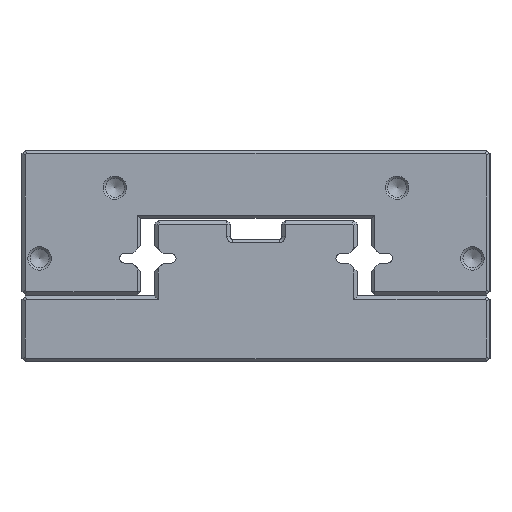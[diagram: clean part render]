
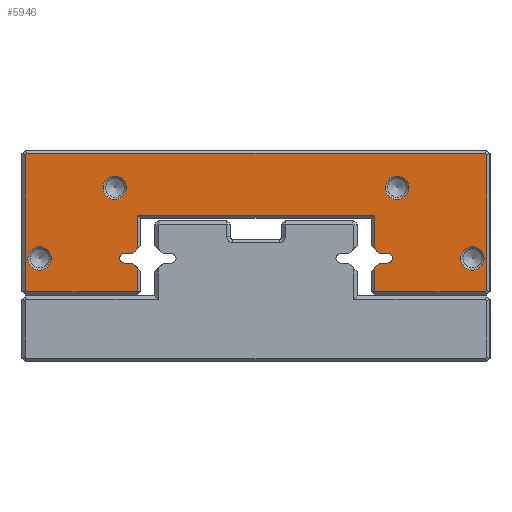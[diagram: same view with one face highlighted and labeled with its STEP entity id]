
A CAD part, left-side view. The second image highlights one B-rep face of the part: STEP entity #5946.
In plain terms, the highlighted planar face has unit normal (-1, 0, 0).
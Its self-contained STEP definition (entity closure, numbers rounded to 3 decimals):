
#5047=FACE_BOUND('',#9073,.T.);
#5048=FACE_BOUND('',#9074,.T.);
#5049=FACE_BOUND('',#9075,.T.);
#5050=FACE_BOUND('',#9076,.T.);
#5051=FACE_BOUND('',#9077,.T.);
#5517=CIRCLE('',#24651,1.);
#5532=CIRCLE('',#24674,1.);
#5538=CIRCLE('',#24686,2.5);
#5539=CIRCLE('',#24687,2.5);
#5540=CIRCLE('',#24688,2.5);
#5541=CIRCLE('',#24689,2.5);
#5946=ADVANCED_FACE('',(#5047,#5048,#5049,#5050,#5051),#7054,.T.);
#7054=PLANE('',#24690);
#9073=EDGE_LOOP('',(#11804,#11805,#11806,#11807,#11808,#11809,#11810,#11811,
#11812,#11813,#11814,#11815,#11816,#11817,#11818,#11819,#11820,#11821,#11822,
#11823,#11824,#11825,#11826,#11827));
#9074=EDGE_LOOP('',(#11828));
#9075=EDGE_LOOP('',(#11829));
#9076=EDGE_LOOP('',(#11830));
#9077=EDGE_LOOP('',(#11831));
#11804=ORIENTED_EDGE('',*,*,#18490,.F.);
#11805=ORIENTED_EDGE('',*,*,#18531,.T.);
#11806=ORIENTED_EDGE('',*,*,#18532,.T.);
#11807=ORIENTED_EDGE('',*,*,#18533,.T.);
#11808=ORIENTED_EDGE('',*,*,#18443,.F.);
#11809=ORIENTED_EDGE('',*,*,#18437,.F.);
#11810=ORIENTED_EDGE('',*,*,#18434,.F.);
#11811=ORIENTED_EDGE('',*,*,#18431,.F.);
#11812=ORIENTED_EDGE('',*,*,#18429,.F.);
#11813=ORIENTED_EDGE('',*,*,#18534,.T.);
#11814=ORIENTED_EDGE('',*,*,#18535,.T.);
#11815=ORIENTED_EDGE('',*,*,#18536,.T.);
#11816=ORIENTED_EDGE('',*,*,#18537,.T.);
#11817=ORIENTED_EDGE('',*,*,#18538,.T.);
#11818=ORIENTED_EDGE('',*,*,#18539,.T.);
#11819=ORIENTED_EDGE('',*,*,#18540,.T.);
#11820=ORIENTED_EDGE('',*,*,#18541,.T.);
#11821=ORIENTED_EDGE('',*,*,#18542,.T.);
#11822=ORIENTED_EDGE('',*,*,#18543,.T.);
#11823=ORIENTED_EDGE('',*,*,#18544,.T.);
#11824=ORIENTED_EDGE('',*,*,#18504,.F.);
#11825=ORIENTED_EDGE('',*,*,#18498,.F.);
#11826=ORIENTED_EDGE('',*,*,#18495,.F.);
#11827=ORIENTED_EDGE('',*,*,#18492,.F.);
#11828=ORIENTED_EDGE('',*,*,#18545,.T.);
#11829=ORIENTED_EDGE('',*,*,#18546,.T.);
#11830=ORIENTED_EDGE('',*,*,#18547,.T.);
#11831=ORIENTED_EDGE('',*,*,#18548,.T.);
#16411=VERTEX_POINT('',#32811);
#16412=VERTEX_POINT('',#32813);
#16413=VERTEX_POINT('',#32817);
#16415=VERTEX_POINT('',#32823);
#16417=VERTEX_POINT('',#32829);
#16422=VERTEX_POINT('',#32841);
#16454=VERTEX_POINT('',#32923);
#16455=VERTEX_POINT('',#32925);
#16456=VERTEX_POINT('',#32929);
#16458=VERTEX_POINT('',#32935);
#16460=VERTEX_POINT('',#32941);
#16465=VERTEX_POINT('',#32953);
#16488=VERTEX_POINT('',#33007);
#16489=VERTEX_POINT('',#33009);
#16490=VERTEX_POINT('',#33012);
#16491=VERTEX_POINT('',#33014);
#16492=VERTEX_POINT('',#33016);
#16493=VERTEX_POINT('',#33018);
#16494=VERTEX_POINT('',#33020);
#16495=VERTEX_POINT('',#33022);
#16496=VERTEX_POINT('',#33024);
#16497=VERTEX_POINT('',#33026);
#16498=VERTEX_POINT('',#33028);
#16499=VERTEX_POINT('',#33030);
#16500=VERTEX_POINT('',#33033);
#16501=VERTEX_POINT('',#33035);
#16502=VERTEX_POINT('',#33037);
#16503=VERTEX_POINT('',#33039);
#18429=EDGE_CURVE('',#16411,#16412,#20839,.T.);
#18431=EDGE_CURVE('',#16412,#16413,#20841,.T.);
#18434=EDGE_CURVE('',#16413,#16415,#5517,.T.);
#18437=EDGE_CURVE('',#16415,#16417,#20845,.T.);
#18443=EDGE_CURVE('',#16417,#16422,#20851,.T.);
#18490=EDGE_CURVE('',#16454,#16455,#20885,.T.);
#18492=EDGE_CURVE('',#16455,#16456,#20887,.T.);
#18495=EDGE_CURVE('',#16456,#16458,#5532,.T.);
#18498=EDGE_CURVE('',#16458,#16460,#20891,.T.);
#18504=EDGE_CURVE('',#16460,#16465,#20897,.T.);
#18531=EDGE_CURVE('',#16454,#16488,#20920,.T.);
#18532=EDGE_CURVE('',#16488,#16489,#20921,.T.);
#18533=EDGE_CURVE('',#16489,#16422,#20922,.T.);
#18534=EDGE_CURVE('',#16411,#16490,#20923,.T.);
#18535=EDGE_CURVE('',#16490,#16491,#20924,.T.);
#18536=EDGE_CURVE('',#16491,#16492,#20925,.T.);
#18537=EDGE_CURVE('',#16492,#16493,#20926,.T.);
#18538=EDGE_CURVE('',#16493,#16494,#20927,.T.);
#18539=EDGE_CURVE('',#16494,#16495,#20928,.T.);
#18540=EDGE_CURVE('',#16495,#16496,#20929,.T.);
#18541=EDGE_CURVE('',#16496,#16497,#20930,.T.);
#18542=EDGE_CURVE('',#16497,#16498,#20931,.T.);
#18543=EDGE_CURVE('',#16498,#16499,#20932,.T.);
#18544=EDGE_CURVE('',#16499,#16465,#20933,.T.);
#18545=EDGE_CURVE('',#16500,#16500,#5538,.T.);
#18546=EDGE_CURVE('',#16501,#16501,#5539,.T.);
#18547=EDGE_CURVE('',#16502,#16502,#5540,.T.);
#18548=EDGE_CURVE('',#16503,#16503,#5541,.T.);
#20839=LINE('',#32812,#22899);
#20841=LINE('',#32816,#22901);
#20845=LINE('',#32828,#22905);
#20851=LINE('',#32840,#22911);
#20885=LINE('',#32924,#22945);
#20887=LINE('',#32928,#22947);
#20891=LINE('',#32940,#22951);
#20897=LINE('',#32952,#22957);
#20920=LINE('',#33006,#22980);
#20921=LINE('',#33008,#22981);
#20922=LINE('',#33010,#22982);
#20923=LINE('',#33011,#22983);
#20924=LINE('',#33013,#22984);
#20925=LINE('',#33015,#22985);
#20926=LINE('',#33017,#22986);
#20927=LINE('',#33019,#22987);
#20928=LINE('',#33021,#22988);
#20929=LINE('',#33023,#22989);
#20930=LINE('',#33025,#22990);
#20931=LINE('',#33027,#22991);
#20932=LINE('',#33029,#22992);
#20933=LINE('',#33031,#22993);
#22899=VECTOR('',#27087,1.);
#22901=VECTOR('',#27091,1.);
#22905=VECTOR('',#27103,1.);
#22911=VECTOR('',#27111,1.);
#22945=VECTOR('',#27179,1.);
#22947=VECTOR('',#27183,1.);
#22951=VECTOR('',#27195,1.);
#22957=VECTOR('',#27203,1.);
#22980=VECTOR('',#27242,1.);
#22981=VECTOR('',#27243,1.);
#22982=VECTOR('',#27244,1.);
#22983=VECTOR('',#27245,1.);
#22984=VECTOR('',#27246,1.);
#22985=VECTOR('',#27247,1.);
#22986=VECTOR('',#27248,1.);
#22987=VECTOR('',#27249,1.);
#22988=VECTOR('',#27250,1.);
#22989=VECTOR('',#27251,1.);
#22990=VECTOR('',#27252,1.);
#22991=VECTOR('',#27253,1.);
#22992=VECTOR('',#27254,1.);
#22993=VECTOR('',#27255,1.);
#24651=AXIS2_PLACEMENT_3D('',#32822,#27096,#27097);
#24674=AXIS2_PLACEMENT_3D('',#32934,#27188,#27189);
#24686=AXIS2_PLACEMENT_3D('',#33032,#27256,#27257);
#24687=AXIS2_PLACEMENT_3D('',#33034,#27258,#27259);
#24688=AXIS2_PLACEMENT_3D('',#33036,#27260,#27261);
#24689=AXIS2_PLACEMENT_3D('',#33038,#27262,#27263);
#24690=AXIS2_PLACEMENT_3D('',#33040,#27264,#27265);
#27087=DIRECTION('',(0.,-0.707,0.707));
#27091=DIRECTION('',(0.,-1.,0.));
#27096=DIRECTION('',(-1.,0.,0.));
#27097=DIRECTION('',(0.,0.,-1.));
#27103=DIRECTION('',(0.,1.,0.));
#27111=DIRECTION('',(0.,0.707,0.707));
#27179=DIRECTION('',(0.,0.707,-0.707));
#27183=DIRECTION('',(0.,1.,0.));
#27188=DIRECTION('',(-1.,0.,0.));
#27189=DIRECTION('',(0.,0.,1.));
#27195=DIRECTION('',(0.,-1.,0.));
#27203=DIRECTION('',(0.,-0.707,-0.707));
#27242=DIRECTION('',(0.,0.,1.));
#27243=DIRECTION('',(0.,-1.,0.));
#27244=DIRECTION('',(0.,0.,-1.));
#27245=DIRECTION('',(0.,0.,-1.));
#27246=DIRECTION('',(0.,-1.,0.));
#27247=DIRECTION('',(0.,-0.707,0.707));
#27248=DIRECTION('',(0.,0.,1.));
#27249=DIRECTION('',(0.,0.707,0.707));
#27250=DIRECTION('',(0.,1.,0.));
#27251=DIRECTION('',(0.,0.707,-0.707));
#27252=DIRECTION('',(0.,0.,-1.));
#27253=DIRECTION('',(0.,-0.707,-0.707));
#27254=DIRECTION('',(0.,-1.,0.));
#27255=DIRECTION('',(0.,0.,1.));
#27256=DIRECTION('',(1.,0.,0.));
#27257=DIRECTION('',(0.,0.,-1.));
#27258=DIRECTION('',(1.,0.,0.));
#27259=DIRECTION('',(0.,0.,-1.));
#27260=DIRECTION('',(1.,0.,0.));
#27261=DIRECTION('',(0.,0.,-1.));
#27262=DIRECTION('',(1.,0.,0.));
#27263=DIRECTION('',(0.,0.,-1.));
#27264=DIRECTION('',(-1.,0.,0.));
#27265=DIRECTION('',(0.,0.,-1.));
#32811=CARTESIAN_POINT('',(80.,24.55,19.957));
#32812=CARTESIAN_POINT('',(80.,25.25,19.257));
#32813=CARTESIAN_POINT('',(80.,23.507,21.));
#32816=CARTESIAN_POINT('',(80.,23.507,21.));
#32817=CARTESIAN_POINT('',(80.,21.75,21.));
#32822=CARTESIAN_POINT('',(80.,21.75,22.));
#32823=CARTESIAN_POINT('',(80.,21.75,23.));
#32828=CARTESIAN_POINT('',(80.,21.75,23.));
#32829=CARTESIAN_POINT('',(80.,23.507,23.));
#32840=CARTESIAN_POINT('',(80.,23.507,23.));
#32841=CARTESIAN_POINT('',(80.,24.55,24.043));
#32923=CARTESIAN_POINT('',(80.,74.95,24.043));
#32924=CARTESIAN_POINT('',(80.,74.25,24.743));
#32925=CARTESIAN_POINT('',(80.,75.993,23.));
#32928=CARTESIAN_POINT('',(80.,75.993,23.));
#32929=CARTESIAN_POINT('',(80.,77.75,23.));
#32934=CARTESIAN_POINT('',(80.,77.75,22.));
#32935=CARTESIAN_POINT('',(80.,77.75,21.));
#32940=CARTESIAN_POINT('',(80.,77.75,21.));
#32941=CARTESIAN_POINT('',(80.,75.993,21.));
#32952=CARTESIAN_POINT('',(80.,75.993,21.));
#32953=CARTESIAN_POINT('',(80.,74.95,19.957));
#33006=CARTESIAN_POINT('',(80.,74.95,30.5));
#33007=CARTESIAN_POINT('',(80.,74.95,31.2));
#33008=CARTESIAN_POINT('',(80.,25.25,31.2));
#33009=CARTESIAN_POINT('',(80.,24.55,31.2));
#33010=CARTESIAN_POINT('',(80.,24.55,24.743));
#33011=CARTESIAN_POINT('',(80.,24.55,14.2));
#33012=CARTESIAN_POINT('',(80.,24.55,14.9));
#33013=CARTESIAN_POINT('',(80.,0.7,14.9));
#33014=CARTESIAN_POINT('',(80.,0.99,14.9));
#33015=CARTESIAN_POINT('',(80.,7.82,8.07));
#33016=CARTESIAN_POINT('',(80.,0.7,15.19));
#33017=CARTESIAN_POINT('',(80.,0.7,44.3));
#33018=CARTESIAN_POINT('',(80.,0.7,44.01));
#33019=CARTESIAN_POINT('',(80.,0.22,43.53));
#33020=CARTESIAN_POINT('',(80.,0.99,44.3));
#33021=CARTESIAN_POINT('',(80.,98.8,44.3));
#33022=CARTESIAN_POINT('',(80.,98.51,44.3));
#33023=CARTESIAN_POINT('',(80.,71.28,71.53));
#33024=CARTESIAN_POINT('',(80.,98.8,44.01));
#33025=CARTESIAN_POINT('',(80.,98.8,14.9));
#33026=CARTESIAN_POINT('',(80.,98.8,15.19));
#33027=CARTESIAN_POINT('',(80.,63.68,-19.93));
#33028=CARTESIAN_POINT('',(80.,98.51,14.9));
#33029=CARTESIAN_POINT('',(80.,74.25,14.9));
#33030=CARTESIAN_POINT('',(80.,74.95,14.9));
#33031=CARTESIAN_POINT('',(80.,74.95,19.257));
#33032=CARTESIAN_POINT('',(80.,95.75,22.));
#33033=CARTESIAN_POINT('',(80.,95.75,19.5));
#33034=CARTESIAN_POINT('',(80.,3.75,22.));
#33035=CARTESIAN_POINT('',(80.,3.75,19.5));
#33036=CARTESIAN_POINT('',(80.,19.75,37.));
#33037=CARTESIAN_POINT('',(80.,19.75,34.5));
#33038=CARTESIAN_POINT('',(80.,79.75,37.));
#33039=CARTESIAN_POINT('',(80.,79.75,34.5));
#33040=CARTESIAN_POINT('',(80.,21.75,22.));
